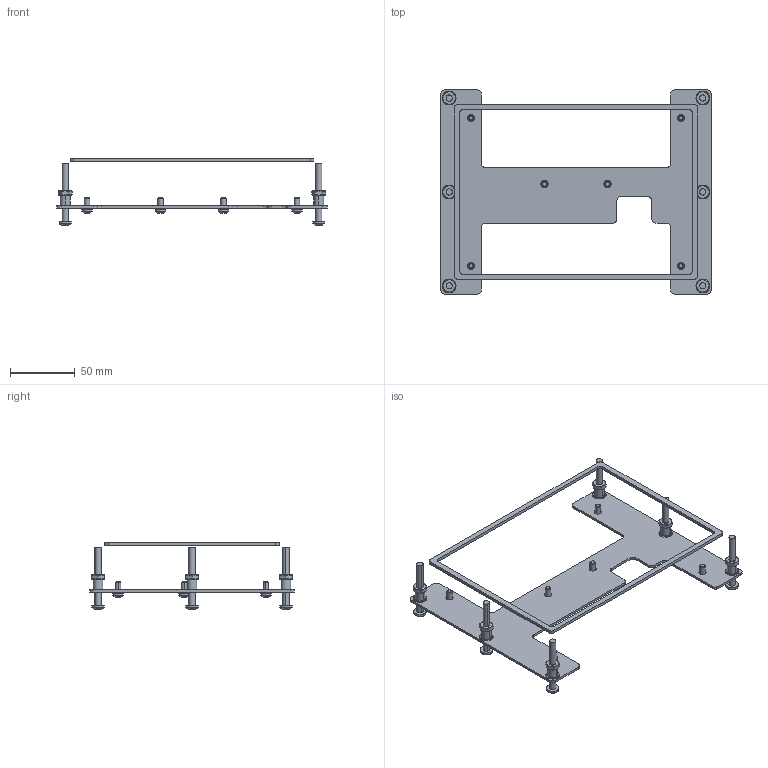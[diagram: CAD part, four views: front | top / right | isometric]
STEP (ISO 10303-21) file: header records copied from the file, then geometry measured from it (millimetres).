
FILE_DESCRIPTION (( 'STEP AP203' ), '1' );
FILE_NAME ('78051451.STEP', '2019-11-21T20:11:15', ( '' ), ( '' ), 'SwSTEP 2.0', 'SolidWorks 2019', '' );
FILE_SCHEMA (( 'CONFIG_CONTROL_DESIGN' ));
Length unit declared in the file: inch
Products named in the file (41): 80040830-IPD; 00002098-IPD (10-32); WASHER - LOCK - CONFIG_#8; 81011003-IPD; WASHER - LOCK - CONFIG; 81011003-IPD_81011003; 80041084_CR-PHMS 0.19-32x1.75x1.75-N; 78051710; 00002098-IPD (10-32)_AK-10-32-UNF; 80041084; 80040830-IPD_DEFAULT; 78051451; 78051719-IPD; 78051719-IPD_WITHOUT LINERS
Assembly tree (33 placements, depth 3):
  80040830-IPD
  00002098-IPD (10-32)
  81011003-IPD
  WASHER - LOCK - CONFIG
  00002098-IPD (10-32)
Bounding box: 208.28 x 157.48 x 51.78 mm (x, y, z)
Volume: 45492.2 mm3; surface area: 53947.1 mm2
Topology: 32 solids, 32 shells, 930 faces, 2112 edges, 1276 vertices
Faces by surface type: cylinder 330, plane 312, cone 216, torus 48, sphere 24
Entity records: 10838 total; most frequent: CARTESIAN_POINT 1343, DIRECTION 1269, ORIENTED_EDGE 1074, EDGE_CURVE 537, AXIS2_PLACEMENT_3D 510, PERSON_AND_ORGANIZATION 361, VERTEX_POINT 336, CALENDAR_DATE 271
